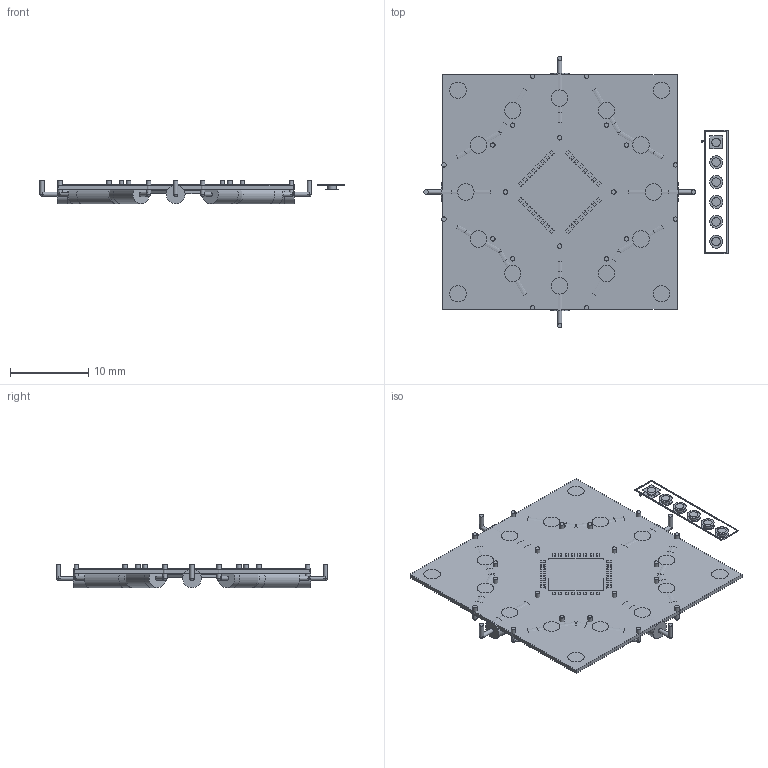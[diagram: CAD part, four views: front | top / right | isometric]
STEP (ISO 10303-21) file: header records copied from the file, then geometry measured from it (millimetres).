
FILE_DESCRIPTION( ( '' ), ' ' );
FILE_NAME( '5c6956f014f00519363c8a05.step', '2019-02-17T12:43:28', ( '' ), ( '' ), ' ', ' ', ' ' );
FILE_SCHEMA( ( 'AUTOMOTIVE_DESIGN { 1 0 10303 214 1 1 1 1 }' ) );
Length unit declared in the file: metre
Products named in the file (247): Assem1; Open CASCADE STEP translator 6.8 46; Open CASCADE STEP translator 6.8 4; Open CASCADE STEP translator 6.8 50; Open CASCADE STEP translator 6.8 63; Open CASCADE STEP translator 6.8 180; Open CASCADE STEP translator 6.8 54; Open CASCADE STEP translator 6.8 1; Open CASCADE STEP translator 6.8 2; Open CASCADE STEP translator 6.8 91; Open CASCADE STEP translator 6.8 3; Open CASCADE STEP translator 6.8 6; Open CASCADE STEP translator 6.8 162; Open CASCADE STEP translator 6.8 43; Open CASCADE STEP translator 6.8 100; Open CASCADE STEP translator 6.8 135; Open CASCADE STEP translator 6.8 156; Open CASCADE STEP translator 6.8 186; Open CASCADE STEP translator 6.8 126; Open CASCADE STEP translator 6.8 56; Open CASCADE STEP translator 6.8 14; Open CASCADE STEP translator 6.8 8; Open CASCADE STEP translator 6.8 109; Open CASCADE STEP translator 6.8 150; Open CASCADE STEP translator 6.8 160; Open CASCADE STEP translator 6.8 7; Open CASCADE STEP translator 6.8 74; Open CASCADE STEP translator 6.8 52; Open CASCADE STEP translator 6.8 110; Open CASCADE STEP translator 6.8 173; Open CASCADE STEP translator 6.8 35; Open CASCADE STEP translator 6.8 47; Open CASCADE STEP translator 6.8 33; Open CASCADE STEP translator 6.8 10; Open CASCADE STEP translator 6.8 5; Open CASCADE STEP translator 6.8 41; Open CASCADE STEP translator 6.8 98; Open CASCADE STEP translator 6.8 106; Open CASCADE STEP translator 6.8 152; Open CASCADE STEP translator 6.8 31 ...
Assembly tree (334 placements, depth 2):
  Assem1
    Open CASCADE STEP translator 6.8 46
    Open CASCADE STEP translator 6.8 4  x12
    Open CASCADE STEP translator 6.8 50
    Open CASCADE STEP translator 6.8 63
    Open CASCADE STEP translator 6.8 180
    Open CASCADE STEP translator 6.8 54
    Open CASCADE STEP translator 6.8 1  x12
    Open CASCADE STEP translator 6.8 2  x12
    Open CASCADE STEP translator 6.8 91
    Open CASCADE STEP translator 6.8 3  x12
    Open CASCADE STEP translator 6.8 6  x12
    Open CASCADE STEP translator 6.8 162
    Open CASCADE STEP translator 6.8 43
    Open CASCADE STEP translator 6.8 100
    Open CASCADE STEP translator 6.8 135
    Open CASCADE STEP translator 6.8 156
    Open CASCADE STEP translator 6.8 186
    Open CASCADE STEP translator 6.8 126
    Open CASCADE STEP translator 6.8 56
    Open CASCADE STEP translator 6.8 14
    Open CASCADE STEP translator 6.8 8  x12
    Open CASCADE STEP translator 6.8 109
    Open CASCADE STEP translator 6.8 150
    Open CASCADE STEP translator 6.8 160
    Open CASCADE STEP translator 6.8 7  x12
    Open CASCADE STEP translator 6.8 74
    Open CASCADE STEP translator 6.8 52
    Open CASCADE STEP translator 6.8 110
    Open CASCADE STEP translator 6.8 173
    Open CASCADE STEP translator 6.8 35
    Open CASCADE STEP translator 6.8 47
    Open CASCADE STEP translator 6.8 33
    Open CASCADE STEP translator 6.8 10
    Open CASCADE STEP translator 6.8 5  x12
    Open CASCADE STEP translator 6.8 41
    Open CASCADE STEP translator 6.8 98
    Open CASCADE STEP translator 6.8 54
    Open CASCADE STEP translator 6.8 106
    Open CASCADE STEP translator 6.8 152
    Open CASCADE STEP translator 6.8 31
    Open CASCADE STEP translator 6.8 58
    Open CASCADE STEP translator 6.8 6
    Open CASCADE STEP translator 6.8 85
    Open CASCADE STEP translator 6.8 82
    Open CASCADE STEP translator 6.8 179
    Open CASCADE STEP translator 6.8 132
    Open CASCADE STEP translator 6.8 118
    Open CASCADE STEP translator 6.8 67
    Open CASCADE STEP translator 6.8 119
    Open CASCADE STEP translator 6.8 141
    Open CASCADE STEP translator 6.8 203
    Open CASCADE STEP translator 6.8 157
    Open CASCADE STEP translator 6.8 67
    Open CASCADE STEP translator 6.8 195
    Open CASCADE STEP translator 6.8 32
    Open CASCADE STEP translator 6.8 154
    Open CASCADE STEP translator 6.8 17
    Open CASCADE STEP translator 6.8 122
    Open CASCADE STEP translator 6.8 61
Bounding box: 38.89 x 34.72 x 3 mm (x, y, z)
Volume: 916.5 mm3; surface area: 3541.5 mm2
Topology: 334 solids, 334 shells, 1581 faces, 2886 edges, 1924 vertices
Faces by surface type: plane 1323, cylinder 231, sphere 27
Full cylindrical faces by diameter (mm): 0.15 x48, 0.25 x1, 0.5 x13, 0.559 x48, 1 x1, 1.1 x6, 1.65 x10, 2.1 x16, 2.4 x24
Entity records: 61587 total; most frequent: DIRECTION 6234, CARTESIAN_POINT 5953, ORIENTED_EDGE 5018, STYLED_ITEM 3870, PRESENTATION_STYLE_ASSIGNMENT 3870, COLOUR_RGB 3870, EDGE_CURVE 2509, CURVE_STYLE 2509
